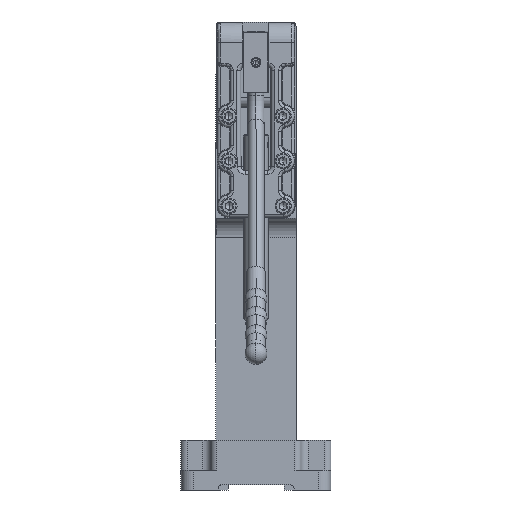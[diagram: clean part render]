
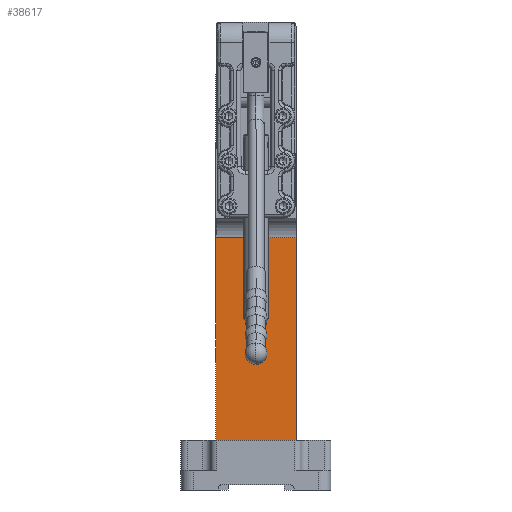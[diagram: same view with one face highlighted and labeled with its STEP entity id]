
A CAD part, left-side view. The second image highlights one B-rep face of the part: STEP entity #38617.
In plain terms, the highlighted planar face has unit normal (-1, 0, 0).
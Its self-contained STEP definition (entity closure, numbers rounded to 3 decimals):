
#6566 = AXIS2_PLACEMENT_3D ( 'NONE', #43848, #43856, #43857 ) ;
#16813 = FACE_OUTER_BOUND ( 'NONE', #43186, .T. ) ;
#23527 = LINE ( 'NONE', #25792, #23532 ) ;
#23532 = VECTOR ( 'NONE', #25779, 1000. ) ;
#23736 = LINE ( 'NONE', #28534, #23738 ) ;
#23738 = VECTOR ( 'NONE', #28535, 1000. ) ;
#24162 = LINE ( 'NONE', #32060, #24175 ) ;
#24175 = VECTOR ( 'NONE', #32048, 1000. ) ;
#24338 = LINE ( 'NONE', #32272, #24339 ) ;
#24339 = VECTOR ( 'NONE', #32273, 1000. ) ;
#25779 = DIRECTION ( 'NONE',  ( 0., -1., 0. ) ) ;
#25792 = CARTESIAN_POINT ( 'NONE',  ( 142., 192., 50. ) ) ;
#28534 = CARTESIAN_POINT ( 'NONE',  ( 142., -40., 0. ) ) ;
#28535 = DIRECTION ( 'NONE',  ( 0., 0., -1. ) ) ;
#29791 = CARTESIAN_POINT ( 'NONE',  ( 142., -40., 252. ) ) ;
#32048 = DIRECTION ( 'NONE',  ( 0., 0., -1. ) ) ;
#32060 = CARTESIAN_POINT ( 'NONE',  ( 142., 40., 20. ) ) ;
#32272 = CARTESIAN_POINT ( 'NONE',  ( 142., 192., 252. ) ) ;
#32273 = DIRECTION ( 'NONE',  ( 0., -1., 0. ) ) ;
#33602 = CARTESIAN_POINT ( 'NONE',  ( 142., 40., 50. ) ) ;
#33619 = CARTESIAN_POINT ( 'NONE',  ( 142., -40., 50. ) ) ;
#34877 = CARTESIAN_POINT ( 'NONE',  ( 142., 40., 252. ) ) ;
#35933 = VERTEX_POINT ( 'NONE', #29791 ) ;
#38617 = ADVANCED_FACE ( 'NONE', ( #16813 ), #43853, .T. ) ;
#43186 = EDGE_LOOP ( 'NONE', ( #43541, #43543, #43545, #43547 ) ) ;
#43541 = ORIENTED_EDGE ( 'NONE', *, *, #57807, .T. ) ;
#43543 = ORIENTED_EDGE ( 'NONE', *, *, #57302, .T. ) ;
#43545 = ORIENTED_EDGE ( 'NONE', *, *, #57511, .F. ) ;
#43547 = ORIENTED_EDGE ( 'NONE', *, *, #57888, .F. ) ;
#43848 = CARTESIAN_POINT ( 'NONE',  ( 142., 192., 0. ) ) ;
#43853 = PLANE ( 'NONE',  #6566 ) ;
#43856 = DIRECTION ( 'NONE',  ( -1., 0., 0. ) ) ;
#43857 = DIRECTION ( 'NONE',  ( 0., 0., 1. ) ) ;
#57302 = EDGE_CURVE ( 'NONE', #58517, #58522, #23527, .T. ) ;
#57511 = EDGE_CURVE ( 'NONE', #35933, #58522, #23736, .T. ) ;
#57807 = EDGE_CURVE ( 'NONE', #58785, #58517, #24162, .T. ) ;
#57888 = EDGE_CURVE ( 'NONE', #58785, #35933, #24338, .T. ) ;
#58517 = VERTEX_POINT ( 'NONE', #33602 ) ;
#58522 = VERTEX_POINT ( 'NONE', #33619 ) ;
#58785 = VERTEX_POINT ( 'NONE', #34877 ) ;
